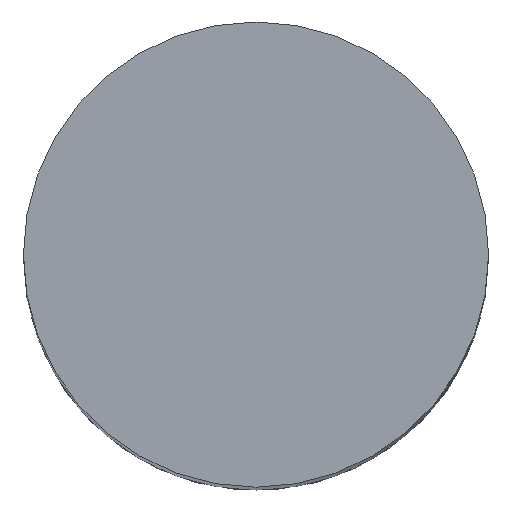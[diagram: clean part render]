
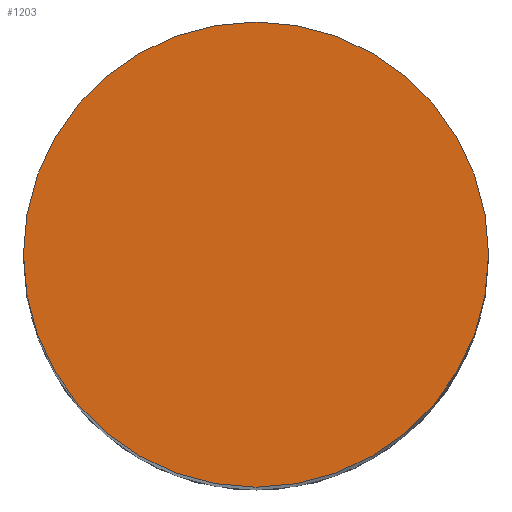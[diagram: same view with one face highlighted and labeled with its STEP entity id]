
A CAD part, top view. The second image highlights one B-rep face of the part: STEP entity #1203.
In plain terms, the highlighted planar face has unit normal (0, 0, 1).
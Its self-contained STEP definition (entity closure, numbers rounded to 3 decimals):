
#2 = DIRECTION ( 'NONE',  ( -1., 0., 0. ) ) ;
#9 = CARTESIAN_POINT ( 'NONE',  ( 0., 0., 254. ) ) ;
#95 = VERTEX_POINT ( 'NONE', #361 ) ;
#257 = PLANE ( 'NONE',  #1484 ) ;
#361 = CARTESIAN_POINT ( 'NONE',  ( 31.75, 0., 254. ) ) ;
#371 = EDGE_CURVE ( 'NONE', #1474, #95, #1374, .T. ) ;
#441 = DIRECTION ( 'NONE',  ( -1., 0., 0. ) ) ;
#524 = ORIENTED_EDGE ( 'NONE', *, *, #371, .F. ) ;
#575 = DIRECTION ( 'NONE',  ( 0., 0., -1. ) ) ;
#666 = ORIENTED_EDGE ( 'NONE', *, *, #1226, .F. ) ;
#709 = AXIS2_PLACEMENT_3D ( 'NONE', #1323, #1085, #441 ) ;
#881 = CARTESIAN_POINT ( 'NONE',  ( -31.75, 0., 254. ) ) ;
#1085 = DIRECTION ( 'NONE',  ( 0., 0., -1. ) ) ;
#1099 = CARTESIAN_POINT ( 'NONE',  ( 0., 31.75, 254. ) ) ;
#1119 = DIRECTION ( 'NONE',  ( 0., 0., 1. ) ) ;
#1203 = ADVANCED_FACE ( 'NONE', ( #1405 ), #257, .T. ) ;
#1211 = CIRCLE ( 'NONE', #1309, 31.75 ) ;
#1226 = EDGE_CURVE ( 'NONE', #95, #1474, #1211, .T. ) ;
#1309 = AXIS2_PLACEMENT_3D ( 'NONE', #9, #575, #2 ) ;
#1323 = CARTESIAN_POINT ( 'NONE',  ( 0., 0., 254. ) ) ;
#1332 = DIRECTION ( 'NONE',  ( 1., 0., 0. ) ) ;
#1374 = CIRCLE ( 'NONE', #709, 31.75 ) ;
#1405 = FACE_OUTER_BOUND ( 'NONE', #1517, .T. ) ;
#1474 = VERTEX_POINT ( 'NONE', #881 ) ;
#1484 = AXIS2_PLACEMENT_3D ( 'NONE', #1099, #1119, #1332 ) ;
#1517 = EDGE_LOOP ( 'NONE', ( #524, #666 ) ) ;
